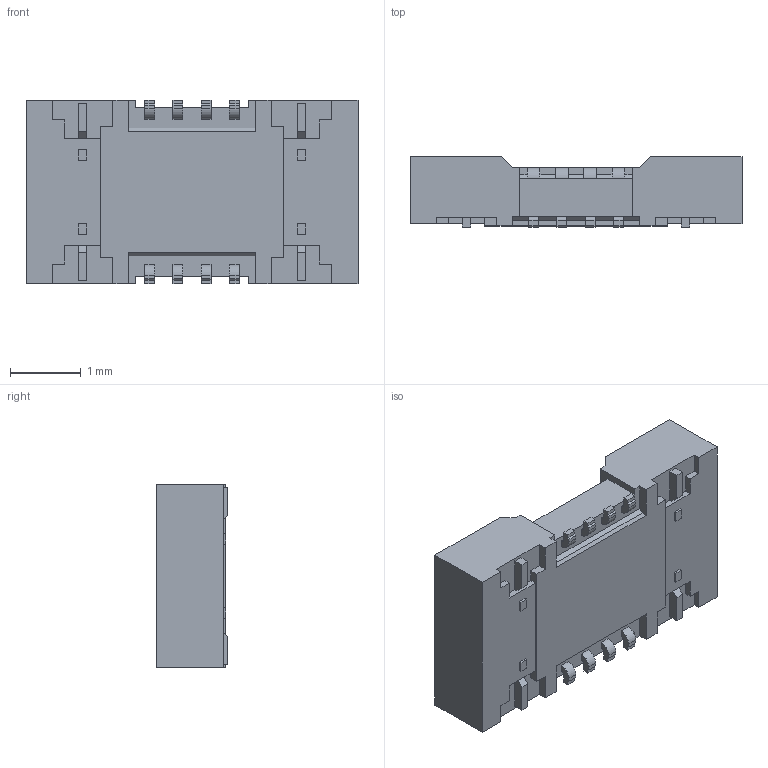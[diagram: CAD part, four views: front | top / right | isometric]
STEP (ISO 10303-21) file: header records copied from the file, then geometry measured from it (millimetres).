
FILE_DESCRIPTION((''),'2;1');
FILE_NAME('5024260810','2018-08-27T',('gga'),(''),'PRO/ENGINEER BY PARAMETRIC TECHNOLOGY CORPORATION, 2016010','PRO/ENGINEER BY PARAMETRIC TECHNOLOGY CORPORATION, 2016010','');
FILE_SCHEMA(('CONFIG_CONTROL_DESIGN'));
Length unit declared in the file: millimetre
Products named in the file (1): 5024260810
Bounding box: 4.7 x 1 x 2.6 mm (x, y, z)
Volume: 7.2 mm3; surface area: 54.7 mm2
Topology: 1 solids, 1 shells, 454 faces, 1304 edges, 868 vertices
Faces by surface type: plane 374, cylinder 76, cone 4
Entity records: 14599 total; most frequent: CARTESIAN_POINT 2579, ORIENTED_EDGE 2480, DIRECTION 2362, EDGE_CURVE 1240, VECTOR 1148, LINE 1148, VERTEX_POINT 804, AXIS2_PLACEMENT_3D 607
